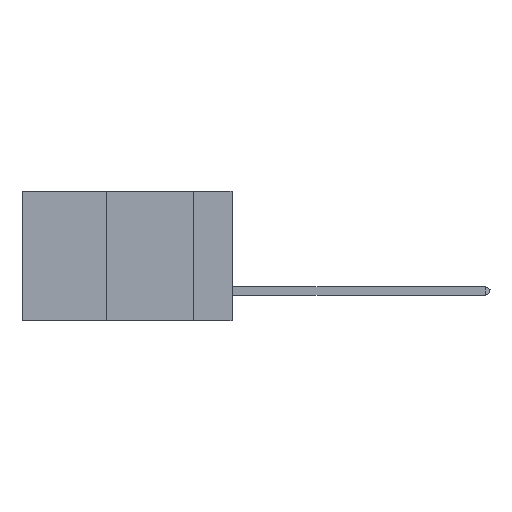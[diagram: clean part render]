
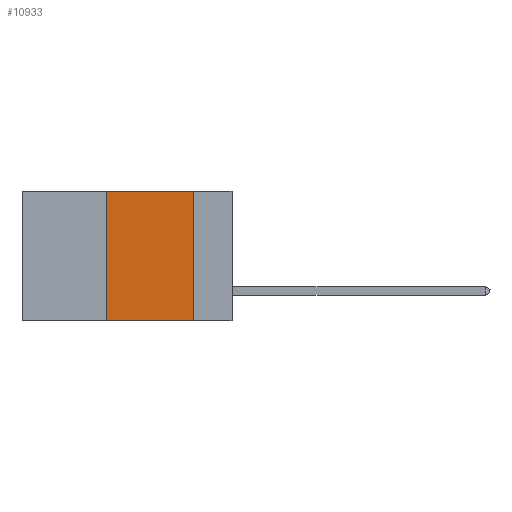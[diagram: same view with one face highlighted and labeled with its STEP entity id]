
A CAD part, left-side view. The second image highlights one B-rep face of the part: STEP entity #10933.
In plain terms, the highlighted planar face has unit normal (-1, 0, 0).
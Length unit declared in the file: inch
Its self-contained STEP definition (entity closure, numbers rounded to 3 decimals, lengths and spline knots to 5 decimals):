
#267 = EDGE_CURVE ( 'NONE', #10129, #579, #9112, .T. ) ;
#579 = VERTEX_POINT ( 'NONE', #4296 ) ;
#1309 = CARTESIAN_POINT ( 'NONE',  ( 0., 0.36, 0. ) ) ;
#1632 = VECTOR ( 'NONE', #7764, 39.37008 ) ;
#1685 = PLANE ( 'NONE',  #5443 ) ;
#2055 = CARTESIAN_POINT ( 'NONE',  ( 0., 0.36, 0. ) ) ;
#2212 = DIRECTION ( 'NONE',  ( 0., -1., 0. ) ) ;
#3571 = CARTESIAN_POINT ( 'NONE',  ( 0., 0.6, 0. ) ) ;
#3649 = CARTESIAN_POINT ( 'NONE',  ( 0., 0.36, -0.37 ) ) ;
#3796 = ORIENTED_EDGE ( 'NONE', *, *, #15485, .F. ) ;
#3800 = VECTOR ( 'NONE', #2212, 39.37008 ) ;
#4296 = CARTESIAN_POINT ( 'NONE',  ( 0., 0.11, -0.37 ) ) ;
#4516 = CARTESIAN_POINT ( 'NONE',  ( 0., 0.11, 0. ) ) ;
#5443 = AXIS2_PLACEMENT_3D ( 'NONE', #8569, #10056, #8626 ) ;
#5963 = CARTESIAN_POINT ( 'NONE',  ( 0., 0.6, -0.37 ) ) ;
#6465 = ORIENTED_EDGE ( 'NONE', *, *, #267, .T. ) ;
#6573 = ORIENTED_EDGE ( 'NONE', *, *, #14769, .F. ) ;
#6827 = EDGE_CURVE ( 'NONE', #7997, #579, #7401, .T. ) ;
#7401 = LINE ( 'NONE', #14138, #9835 ) ;
#7701 = ORIENTED_EDGE ( 'NONE', *, *, #6827, .F. ) ;
#7764 = DIRECTION ( 'NONE',  ( 0., 0., 1. ) ) ;
#7997 = VERTEX_POINT ( 'NONE', #4516 ) ;
#8569 = CARTESIAN_POINT ( 'NONE',  ( 0., 0.6, 0. ) ) ;
#8626 = DIRECTION ( 'NONE',  ( 0., 0., -1. ) ) ;
#9112 = LINE ( 'NONE', #5963, #15278 ) ;
#9835 = VECTOR ( 'NONE', #15600, 39.37008 ) ;
#10056 = DIRECTION ( 'NONE',  ( 1., 0., 0. ) ) ;
#10129 = VERTEX_POINT ( 'NONE', #3649 ) ;
#10933 = ADVANCED_FACE ( 'NONE', ( #17325 ), #1685, .F. ) ;
#12194 = LINE ( 'NONE', #2055, #1632 ) ;
#14138 = CARTESIAN_POINT ( 'NONE',  ( 0., 0.11, 0. ) ) ;
#14702 = EDGE_LOOP ( 'NONE', ( #7701, #3796, #6573, #6465 ) ) ;
#14769 = EDGE_CURVE ( 'NONE', #10129, #16040, #12194, .T. ) ;
#15278 = VECTOR ( 'NONE', #15948, 39.37008 ) ;
#15485 = EDGE_CURVE ( 'NONE', #16040, #7997, #15671, .T. ) ;
#15600 = DIRECTION ( 'NONE',  ( 0., 0., -1. ) ) ;
#15671 = LINE ( 'NONE', #3571, #3800 ) ;
#15948 = DIRECTION ( 'NONE',  ( 0., -1., 0. ) ) ;
#16040 = VERTEX_POINT ( 'NONE', #1309 ) ;
#17325 = FACE_OUTER_BOUND ( 'NONE', #14702, .T. ) ;
